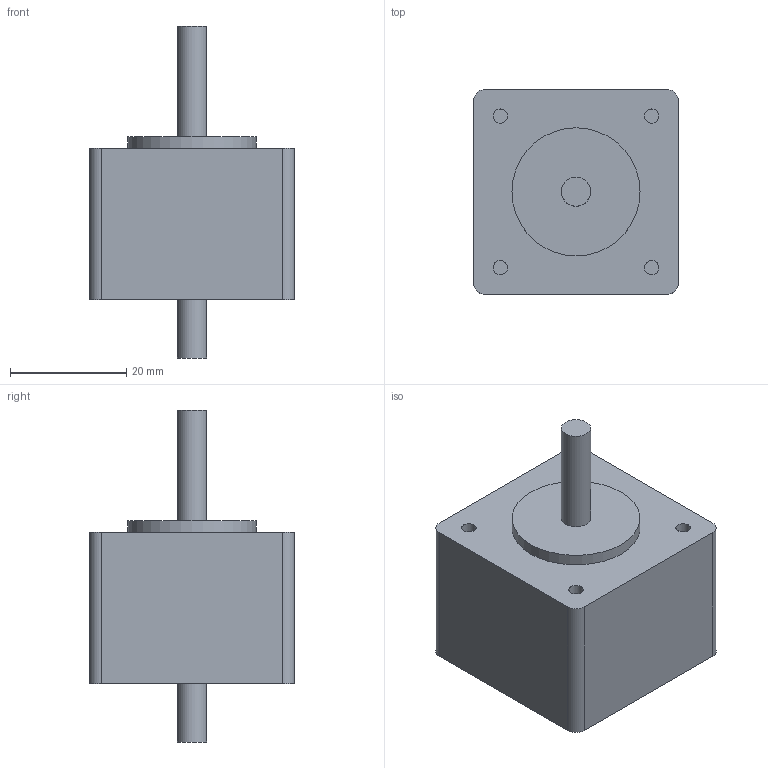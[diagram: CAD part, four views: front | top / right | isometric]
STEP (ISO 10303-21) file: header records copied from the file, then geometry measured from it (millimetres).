
FILE_DESCRIPTION(/* description */ ('Alibre Inc.'),/* implementation_level */ '2;1');
FILE_NAME(/* name */ 'export0',/* time_stamp */ '2015-07-05T22:56:43+12:00',/* author */ (''),/* organization */ (''),/* preprocessor_version */ 'ST-DEVELOPER v14',/* originating_system */ 'Alibre',/* authorisation */ '');
FILE_SCHEMA (('CONFIG_CONTROL_DESIGN'));
Length unit declared in the file: centimetre
Products named in the file (1): ID_1
Bounding box: 35.2 x 35.2 x 57 mm (x, y, z)
Volume: 33417.5 mm3; surface area: 6698.3 mm2
Topology: 1 solids, 1 shells, 24 faces, 46 edges, 31 vertices
Faces by surface type: plane 13, cylinder 11
Full cylindrical faces by diameter (mm): 2.459 x4, 5 x2, 22 x1
Entity records: 648 total; most frequent: DIRECTION 95, CARTESIAN_POINT 92, ORIENTED_EDGE 76, AXIS2_PLACEMENT_3D 46, EDGE_CURVE 38, EDGE_LOOP 38, FACE_BOUND 38, VERTEX_POINT 30
